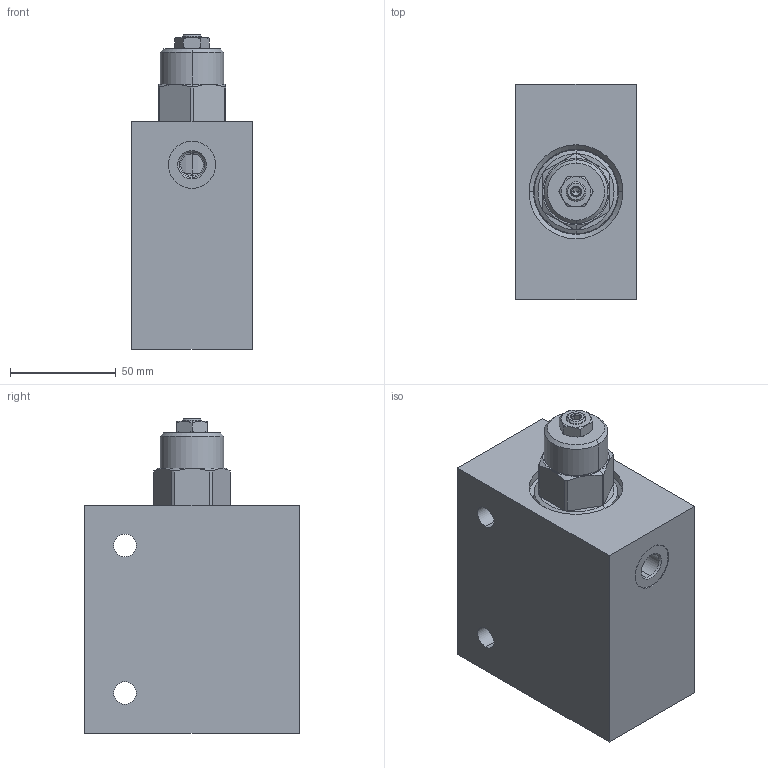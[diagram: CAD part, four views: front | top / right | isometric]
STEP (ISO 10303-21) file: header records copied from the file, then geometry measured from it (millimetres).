
FILE_DESCRIPTION((''),'2;1');
FILE_NAME('CBGGLJN-HCX_ASM','2023-07-27T',('ProEService'),(''),'PRO/ENGINEER BY PARAMETRIC TECHNOLOGY CORPORATION, 2014200','PRO/ENGINEER BY PARAMETRIC TECHNOLOGY CORPORATION, 2014200','');
FILE_SCHEMA(('CONFIG_CONTROL_DESIGN'));
Length unit declared in the file: inch
Products named in the file (3): 150-651-008; CBGGLJN; CBGGLJN-HCX_ASM
Assembly tree (2 placements, depth 2):
  CBGGLJN-HCX_ASM
    150-651-008
    CBGGLJN
Bounding box: 57.15 x 101.6 x 148.84 mm (x, y, z)
Volume: 582837.1 mm3; surface area: 88133.5 mm2
Topology: 5 solids, 5 shells, 323 faces, 853 edges, 630 vertices
Faces by surface type: cylinder 110, cone 80, plane 76, torus 45, revolution 12
Entity records: 11380 total; most frequent: CARTESIAN_POINT 3245, DIRECTION 1819, ORIENTED_EDGE 1414, AXIS2_PLACEMENT_3D 713, EDGE_CURVE 707, VERTEX_POINT 423, CIRCLE 391, VECTOR 381
